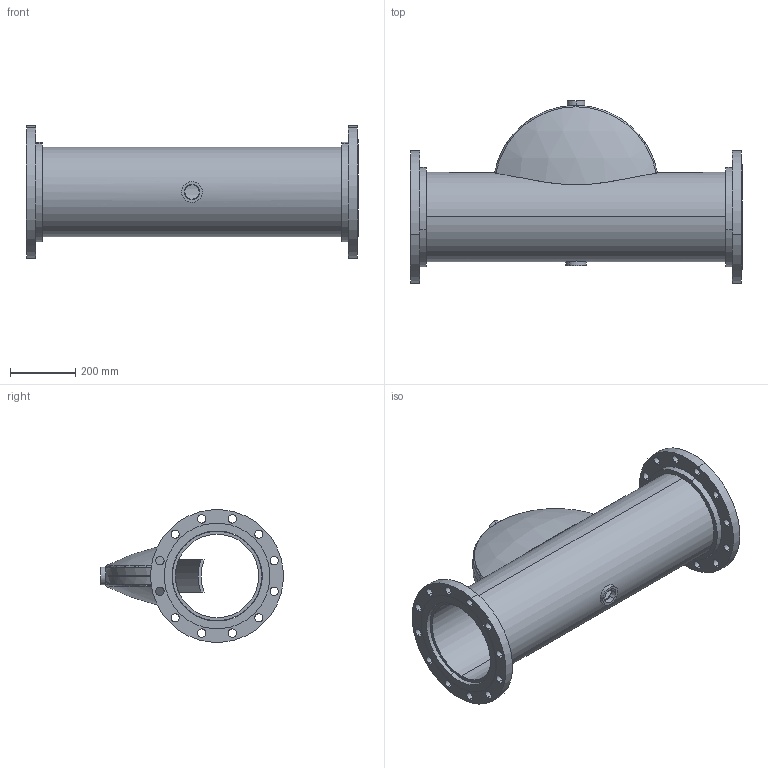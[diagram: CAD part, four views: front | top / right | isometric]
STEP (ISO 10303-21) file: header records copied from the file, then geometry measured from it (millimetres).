
FILE_DESCRIPTION (( 'STEP AP203' ), '1' );
FILE_NAME ('AP-110.STEP', '2021-03-09T20:29:28', ( '' ), ( '' ), 'SwSTEP 2.0', 'SolidWorks 2021', '' );
FILE_SCHEMA (( 'CONFIG_CONTROL_DESIGN' ));
Length unit declared in the file: inch
Products named in the file (7): 9500060; 99P0379; AP-110; 9500070; 9461110; 99P0380; 99D0062
Assembly tree (8 placements, depth 2):
  AP-110
    99P0379
    99D0062  x2
    9500060
    9500070
    99P0380
    9461110  x2
Bounding box: 1016 x 558.03 x 404.85 mm (x, y, z)
Volume: 12403388.4 mm3; surface area: 2646910.5 mm2
Topology: 8 solids, 8 shells, 153 faces, 378 edges, 248 vertices
Faces by surface type: cylinder 97, plane 32, torus 8, bspline 8, sphere 4, cone 4
Entity records: 5194 total; most frequent: CARTESIAN_POINT 1984, DIRECTION 538, ORIENTED_EDGE 468, EDGE_CURVE 234, AXIS2_PLACEMENT_3D 227, VERTEX_POINT 154, EDGE_LOOP 138, CIRCLE 124
